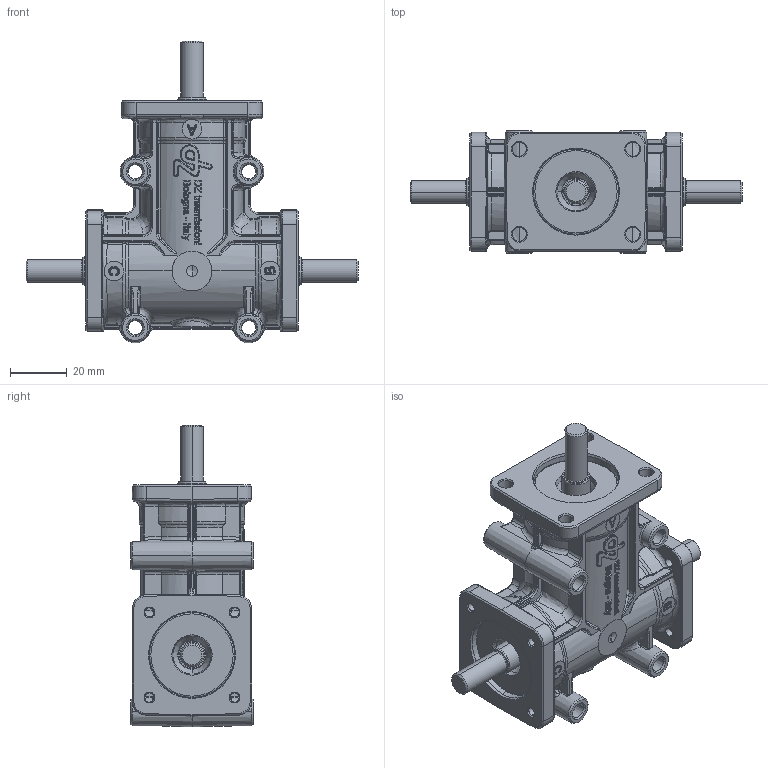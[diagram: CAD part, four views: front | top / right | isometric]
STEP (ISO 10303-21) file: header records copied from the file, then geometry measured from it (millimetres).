
FILE_DESCRIPTION(('STEP AP214'),'1');
FILE_NAME('4pabc.stp','2017-07-07T23:17:23',('TraceParts'),('TraceParts S.A.'),'Spatial InterOp 3D',' ',' ');
FILE_SCHEMA(('automotive_design'));
Length unit declared in the file: millimetre
Products named in the file (1): zp_13–_–4pabc
Bounding box: 117 x 43 x 106.33 mm (x, y, z)
Volume: 150888 mm3; surface area: 33537.9 mm2
Topology: 1 solids, 1 shells, 2132 faces, 5456 edges, 3294 vertices
Faces by surface type: bspline 819, cylinder 762, plane 365, cone 142, torus 34, sphere 10
Entity records: 146659 total; most frequent: CARTESIAN_POINT 82493, ORIENTED_EDGE 10706, DIRECTION 8683, EDGE_CURVE 5353, AXIS2_PLACEMENT_3D 3470, VERTEX_POINT 3286, EDGE_LOOP 2211, STYLED_ITEM 2125
